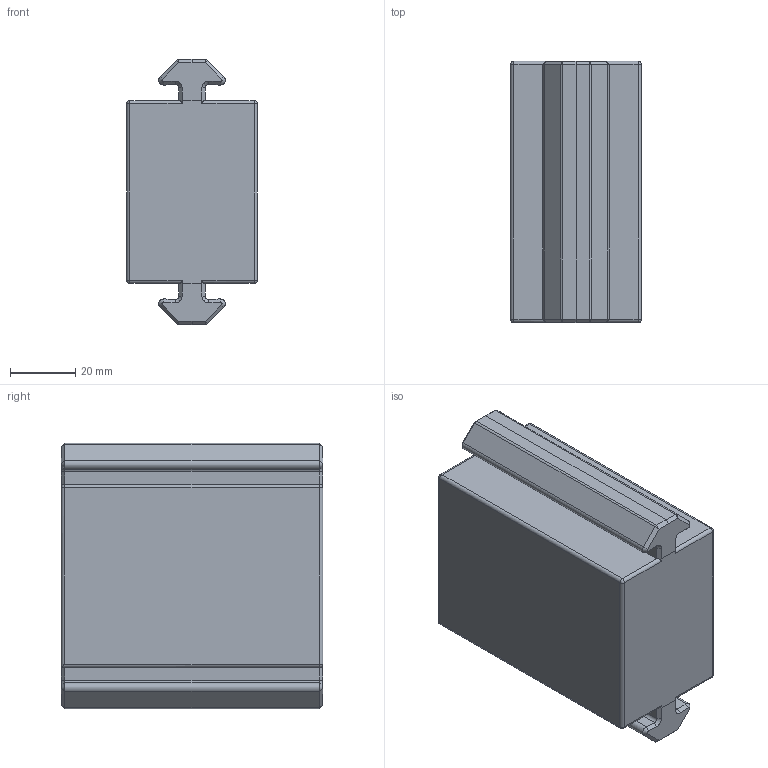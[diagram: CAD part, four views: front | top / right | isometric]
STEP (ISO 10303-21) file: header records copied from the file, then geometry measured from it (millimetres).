
FILE_DESCRIPTION(/* description */ (''),/* implementation_level */ '2;1');
FILE_NAME(/* name */ '4040_Stabilizer.step',/* time_stamp */ '2026-02-01T10:36:07-06:00',/* author */ (''),/* organization */ (''),/* preprocessor_version */ 'ST-DEVELOPER v20.1',/* originating_system */ 'Autodesk Translation Framework v14.24.0.0',/* authorisation */ '');
FILE_SCHEMA (('AUTOMOTIVE_DESIGN { 1 0 10303 214 3 1 1 }'));
Length unit declared in the file: millimetre
Products named in the file (2): 4040_Stabilizer; 4040_Stabilizer_1
Assembly tree (1 placements, depth 2):
  4040_Stabilizer
    4040_Stabilizer_1
Bounding box: 40 x 80 x 81.15 mm (x, y, z)
Volume: 205203.4 mm3; surface area: 26668.7 mm2
Topology: 1 solids, 1 shells, 116 faces, 268 edges, 146 vertices
Faces by surface type: plane 60, cylinder 26, cone 24, sphere 6
Entity records: 3167 total; most frequent: DIRECTION 564, CARTESIAN_POINT 525, ORIENTED_EDGE 520, EDGE_CURVE 260, LINE 194, VECTOR 194, AXIS2_PLACEMENT_3D 185, VERTEX_POINT 146
